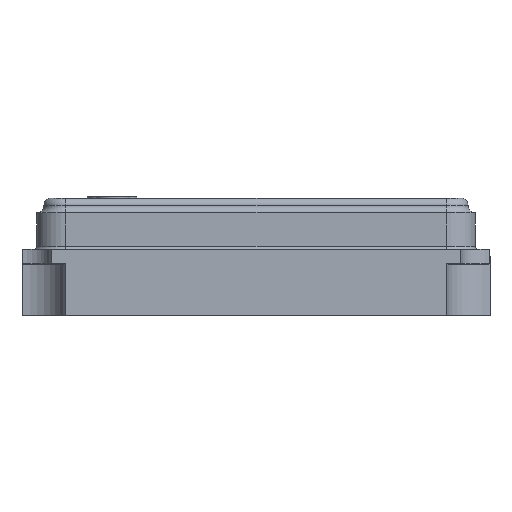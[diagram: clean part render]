
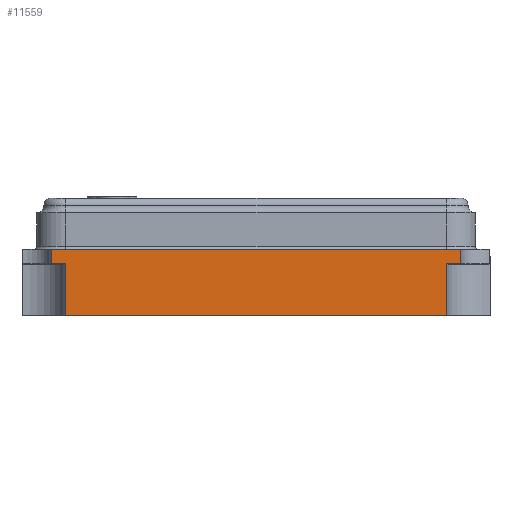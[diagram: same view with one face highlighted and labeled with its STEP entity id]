
A CAD part, left-side view. The second image highlights one B-rep face of the part: STEP entity #11559.
In plain terms, the highlighted planar face has unit normal (-1, 0, 0).
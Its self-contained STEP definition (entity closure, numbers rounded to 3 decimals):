
#33 = LINE ( 'NONE', #15865, #3315 ) ;
#278 = CARTESIAN_POINT ( 'NONE',  ( -2.5, -1.4, 0.45 ) ) ;
#492 = VECTOR ( 'NONE', #13365, 1000. ) ;
#635 = CARTESIAN_POINT ( 'NONE',  ( -2.5, -1.301, 0.349 ) ) ;
#676 = VERTEX_POINT ( 'NONE', #7964 ) ;
#1292 = VECTOR ( 'NONE', #15897, 1000. ) ;
#1372 = LINE ( 'NONE', #12170, #2792 ) ;
#1405 = VERTEX_POINT ( 'NONE', #2684 ) ;
#1421 = ORIENTED_EDGE ( 'NONE', *, *, #2997, .F. ) ;
#1665 = EDGE_CURVE ( 'NONE', #1405, #4383, #3732, .T. ) ;
#1672 = DIRECTION ( 'NONE',  ( 0., 1., 0. ) ) ;
#1752 = EDGE_CURVE ( 'NONE', #3541, #13001, #12277, .T. ) ;
#1898 = DIRECTION ( 'NONE',  ( 0., 1., 0. ) ) ;
#1951 = ORIENTED_EDGE ( 'NONE', *, *, #7472, .F. ) ;
#1984 = CARTESIAN_POINT ( 'NONE',  ( -2.5, -1.201, 0.349 ) ) ;
#2045 = ORIENTED_EDGE ( 'NONE', *, *, #16625, .F. ) ;
#2254 = ORIENTED_EDGE ( 'NONE', *, *, #14272, .T. ) ;
#2411 = CARTESIAN_POINT ( 'NONE',  ( -2.5, -1.201, 0.349 ) ) ;
#2541 = CARTESIAN_POINT ( 'NONE',  ( -2.5, 1.301, 0.349 ) ) ;
#2674 = CARTESIAN_POINT ( 'NONE',  ( -2.5, -1.201, -0.001 ) ) ;
#2684 = CARTESIAN_POINT ( 'NONE',  ( -2.5, -1.201, 0. ) ) ;
#2767 = PLANE ( 'NONE',  #15689 ) ;
#2792 = VECTOR ( 'NONE', #5284, 1000. ) ;
#2837 = EDGE_LOOP ( 'NONE', ( #12800, #14251, #2877, #1421, #2254, #1951, #2860, #5707, #4451, #12581, #12460, #7588, #2045, #11658, #3664, #10061 ) ) ;
#2860 = ORIENTED_EDGE ( 'NONE', *, *, #1752, .F. ) ;
#2877 = ORIENTED_EDGE ( 'NONE', *, *, #11350, .F. ) ;
#2886 = DIRECTION ( 'NONE',  ( 0., 0., -1. ) ) ;
#2997 = EDGE_CURVE ( 'NONE', #10502, #12806, #11712, .T. ) ;
#3315 = VECTOR ( 'NONE', #10660, 1000. ) ;
#3481 = CARTESIAN_POINT ( 'NONE',  ( -2.5, 1.301, 0.349 ) ) ;
#3532 = EDGE_CURVE ( 'NONE', #12635, #3541, #33, .T. ) ;
#3541 = VERTEX_POINT ( 'NONE', #7987 ) ;
#3651 = DIRECTION ( 'NONE',  ( 0., 0., -1. ) ) ;
#3664 = ORIENTED_EDGE ( 'NONE', *, *, #7371, .T. ) ;
#3723 = CARTESIAN_POINT ( 'NONE',  ( -2.5, -1.6, 0. ) ) ;
#3732 = LINE ( 'NONE', #2411, #1292 ) ;
#3802 = CARTESIAN_POINT ( 'NONE',  ( -2.5, 1.201, -0.001 ) ) ;
#3897 = VERTEX_POINT ( 'NONE', #10377 ) ;
#4138 = EDGE_CURVE ( 'NONE', #8925, #11949, #16449, .T. ) ;
#4284 = CARTESIAN_POINT ( 'NONE',  ( -2.5, 1.3, 0.35 ) ) ;
#4383 = VERTEX_POINT ( 'NONE', #2674 ) ;
#4451 = ORIENTED_EDGE ( 'NONE', *, *, #12514, .F. ) ;
#4740 = DIRECTION ( 'NONE',  ( 0., 1., 0. ) ) ;
#4853 = VECTOR ( 'NONE', #3651, 1000. ) ;
#5043 = LINE ( 'NONE', #3723, #6152 ) ;
#5284 = DIRECTION ( 'NONE',  ( 0., -1., 0. ) ) ;
#5367 = EDGE_CURVE ( 'NONE', #7435, #6171, #8818, .T. ) ;
#5602 = DIRECTION ( 'NONE',  ( 0., 0., -1. ) ) ;
#5707 = ORIENTED_EDGE ( 'NONE', *, *, #3532, .F. ) ;
#5799 = VECTOR ( 'NONE', #7639, 1000. ) ;
#6054 = CARTESIAN_POINT ( 'NONE',  ( -2.5, -1.201, -0.001 ) ) ;
#6112 = VECTOR ( 'NONE', #4740, 1000. ) ;
#6152 = VECTOR ( 'NONE', #6535, 1000. ) ;
#6171 = VERTEX_POINT ( 'NONE', #8044 ) ;
#6218 = VECTOR ( 'NONE', #5602, 1000. ) ;
#6535 = DIRECTION ( 'NONE',  ( 0., -1., 0. ) ) ;
#6582 = CARTESIAN_POINT ( 'NONE',  ( -2.5, 1.4, 0. ) ) ;
#6674 = CARTESIAN_POINT ( 'NONE',  ( -2.5, 1.201, 0.349 ) ) ;
#6798 = CARTESIAN_POINT ( 'NONE',  ( -2.5, -1.3, 0.35 ) ) ;
#6817 = FACE_OUTER_BOUND ( 'NONE', #2837, .T. ) ;
#6847 = LINE ( 'NONE', #6674, #6218 ) ;
#7371 = EDGE_CURVE ( 'NONE', #6171, #17404, #8873, .T. ) ;
#7435 = VERTEX_POINT ( 'NONE', #2541 ) ;
#7472 = EDGE_CURVE ( 'NONE', #13001, #3897, #13295, .T. ) ;
#7588 = ORIENTED_EDGE ( 'NONE', *, *, #11805, .T. ) ;
#7639 = DIRECTION ( 'NONE',  ( 0., -1., 0. ) ) ;
#7964 = CARTESIAN_POINT ( 'NONE',  ( -2.5, 1.4, 0.45 ) ) ;
#7987 = CARTESIAN_POINT ( 'NONE',  ( -2.5, -1.4, 0.35 ) ) ;
#8044 = CARTESIAN_POINT ( 'NONE',  ( -2.5, 1.301, -0.001 ) ) ;
#8216 = EDGE_CURVE ( 'NONE', #13310, #17404, #6847, .T. ) ;
#8340 = VECTOR ( 'NONE', #1672, 1000. ) ;
#8564 = CARTESIAN_POINT ( 'NONE',  ( -2.5, -1.6, 0.45 ) ) ;
#8818 = LINE ( 'NONE', #3481, #4853 ) ;
#8873 = LINE ( 'NONE', #14435, #11916 ) ;
#8925 = VERTEX_POINT ( 'NONE', #12704 ) ;
#9969 = VECTOR ( 'NONE', #1898, 1000. ) ;
#10061 = ORIENTED_EDGE ( 'NONE', *, *, #8216, .F. ) ;
#10377 = CARTESIAN_POINT ( 'NONE',  ( -2.5, -1.3, 0.349 ) ) ;
#10502 = VERTEX_POINT ( 'NONE', #635 ) ;
#10660 = DIRECTION ( 'NONE',  ( 0., 0., -1. ) ) ;
#11083 = CARTESIAN_POINT ( 'NONE',  ( -2.5, 1.3, 0.349 ) ) ;
#11293 = LINE ( 'NONE', #15435, #14841 ) ;
#11350 = EDGE_CURVE ( 'NONE', #12806, #4383, #15310, .T. ) ;
#11559 = ADVANCED_FACE ( 'NONE', ( #6817 ), #2767, .F. ) ;
#11658 = ORIENTED_EDGE ( 'NONE', *, *, #5367, .T. ) ;
#11712 = LINE ( 'NONE', #17069, #14541 ) ;
#11805 = EDGE_CURVE ( 'NONE', #11949, #14182, #11293, .T. ) ;
#11916 = VECTOR ( 'NONE', #13041, 1000. ) ;
#11949 = VERTEX_POINT ( 'NONE', #12696 ) ;
#11995 = EDGE_CURVE ( 'NONE', #676, #8925, #17007, .T. ) ;
#12044 = DIRECTION ( 'NONE',  ( 0., 0., -1. ) ) ;
#12170 = CARTESIAN_POINT ( 'NONE',  ( -2.5, 1.201, 0.349 ) ) ;
#12277 = LINE ( 'NONE', #6798, #8340 ) ;
#12460 = ORIENTED_EDGE ( 'NONE', *, *, #4138, .T. ) ;
#12465 = DIRECTION ( 'NONE',  ( 0., 0., -1. ) ) ;
#12487 = DIRECTION ( 'NONE',  ( 0., -1., 0. ) ) ;
#12514 = EDGE_CURVE ( 'NONE', #676, #12635, #14500, .T. ) ;
#12581 = ORIENTED_EDGE ( 'NONE', *, *, #11995, .T. ) ;
#12635 = VERTEX_POINT ( 'NONE', #278 ) ;
#12696 = CARTESIAN_POINT ( 'NONE',  ( -2.5, 1.3, 0.35 ) ) ;
#12704 = CARTESIAN_POINT ( 'NONE',  ( -2.5, 1.4, 0.35 ) ) ;
#12800 = ORIENTED_EDGE ( 'NONE', *, *, #13730, .T. ) ;
#12806 = VERTEX_POINT ( 'NONE', #13756 ) ;
#13001 = VERTEX_POINT ( 'NONE', #14444 ) ;
#13041 = DIRECTION ( 'NONE',  ( 0., -1., 0. ) ) ;
#13295 = LINE ( 'NONE', #14862, #14166 ) ;
#13310 = VERTEX_POINT ( 'NONE', #15124 ) ;
#13365 = DIRECTION ( 'NONE',  ( 0., 0., -1. ) ) ;
#13730 = EDGE_CURVE ( 'NONE', #13310, #1405, #5043, .T. ) ;
#13756 = CARTESIAN_POINT ( 'NONE',  ( -2.5, -1.301, -0.001 ) ) ;
#13987 = LINE ( 'NONE', #1984, #9969 ) ;
#14166 = VECTOR ( 'NONE', #2886, 1000. ) ;
#14182 = VERTEX_POINT ( 'NONE', #11083 ) ;
#14186 = DIRECTION ( 'NONE',  ( 0., 0., -1. ) ) ;
#14251 = ORIENTED_EDGE ( 'NONE', *, *, #1665, .T. ) ;
#14272 = EDGE_CURVE ( 'NONE', #10502, #3897, #13987, .T. ) ;
#14435 = CARTESIAN_POINT ( 'NONE',  ( -2.5, 1.201, -0.001 ) ) ;
#14444 = CARTESIAN_POINT ( 'NONE',  ( -2.5, -1.3, 0.35 ) ) ;
#14500 = LINE ( 'NONE', #17162, #5799 ) ;
#14541 = VECTOR ( 'NONE', #12044, 1000. ) ;
#14841 = VECTOR ( 'NONE', #14186, 1000. ) ;
#14862 = CARTESIAN_POINT ( 'NONE',  ( -2.5, -1.3, 0.35 ) ) ;
#15124 = CARTESIAN_POINT ( 'NONE',  ( -2.5, 1.201, 0. ) ) ;
#15256 = VECTOR ( 'NONE', #12487, 1000. ) ;
#15293 = DIRECTION ( 'NONE',  ( 1., 0., 0. ) ) ;
#15310 = LINE ( 'NONE', #6054, #6112 ) ;
#15435 = CARTESIAN_POINT ( 'NONE',  ( -2.5, 1.3, 0.35 ) ) ;
#15689 = AXIS2_PLACEMENT_3D ( 'NONE', #8564, #15293, #12465 ) ;
#15865 = CARTESIAN_POINT ( 'NONE',  ( -2.5, -1.4, 0. ) ) ;
#15897 = DIRECTION ( 'NONE',  ( 0., 0., -1. ) ) ;
#16449 = LINE ( 'NONE', #4284, #15256 ) ;
#16625 = EDGE_CURVE ( 'NONE', #7435, #14182, #1372, .T. ) ;
#17007 = LINE ( 'NONE', #6582, #492 ) ;
#17069 = CARTESIAN_POINT ( 'NONE',  ( -2.5, -1.301, 0.349 ) ) ;
#17162 = CARTESIAN_POINT ( 'NONE',  ( -2.5, -1.6, 0.45 ) ) ;
#17404 = VERTEX_POINT ( 'NONE', #3802 ) ;
